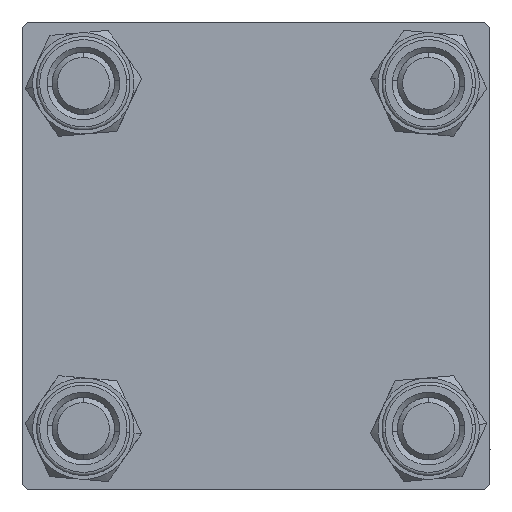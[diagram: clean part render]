
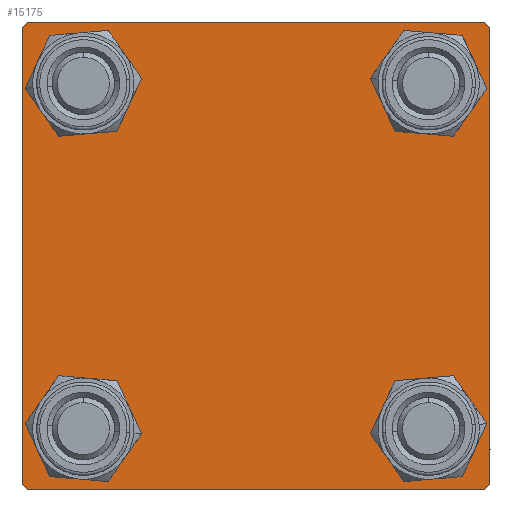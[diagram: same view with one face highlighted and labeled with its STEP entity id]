
A CAD part, left-side view. The second image highlights one B-rep face of the part: STEP entity #15175.
In plain terms, the highlighted planar face has unit normal (-1, 0, 0).
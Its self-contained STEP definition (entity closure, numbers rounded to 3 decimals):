
#111 = EDGE_CURVE ( 'NONE', #16282, #22349, #33120, .T. ) ;
#296 = CARTESIAN_POINT ( 'NONE',  ( 0., 22.5, 22.5 ) ) ;
#536 = ORIENTED_EDGE ( 'NONE', *, *, #13663, .T. ) ;
#835 = LINE ( 'NONE', #5422, #28619 ) ;
#1177 = LINE ( 'NONE', #48679, #50730 ) ;
#1898 = CARTESIAN_POINT ( 'NONE',  ( 0., 16.6, -20.1 ) ) ;
#2840 = VERTEX_POINT ( 'NONE', #1898 ) ;
#4755 = VERTEX_POINT ( 'NONE', #29909 ) ;
#4798 = FACE_BOUND ( 'NONE', #34257, .T. ) ;
#4994 = CARTESIAN_POINT ( 'NONE',  ( 0., 22.5, -22.5 ) ) ;
#5418 = EDGE_CURVE ( 'NONE', #27696, #2840, #48446, .T. ) ;
#5422 = CARTESIAN_POINT ( 'NONE',  ( 0., -22.25, -22.25 ) ) ;
#5523 = AXIS2_PLACEMENT_3D ( 'NONE', #14086, #10613, #23578 ) ;
#5569 = VECTOR ( 'NONE', #34645, 1000. ) ;
#5922 = ORIENTED_EDGE ( 'NONE', *, *, #25213, .T. ) ;
#6078 = EDGE_LOOP ( 'NONE', ( #22424, #19259 ) ) ;
#6143 = EDGE_CURVE ( 'NONE', #22349, #16282, #47549, .T. ) ;
#6354 = DIRECTION ( 'NONE',  ( 1., 0., 0. ) ) ;
#6445 = AXIS2_PLACEMENT_3D ( 'NONE', #42998, #42128, #55962 ) ;
#6495 = VERTEX_POINT ( 'NONE', #24223 ) ;
#7056 = AXIS2_PLACEMENT_3D ( 'NONE', #17585, #26785, #52710 ) ;
#7076 = DIRECTION ( 'NONE',  ( 0., 0., -1. ) ) ;
#8162 = AXIS2_PLACEMENT_3D ( 'NONE', #29537, #41645, #50844 ) ;
#9021 = ORIENTED_EDGE ( 'NONE', *, *, #21577, .T. ) ;
#9193 = VERTEX_POINT ( 'NONE', #30855 ) ;
#9340 = CIRCLE ( 'NONE', #48883, 3.5 ) ;
#9776 = LINE ( 'NONE', #43315, #20071 ) ;
#9813 = CARTESIAN_POINT ( 'NONE',  ( 0., 16.6, -16.6 ) ) ;
#10037 = CIRCLE ( 'NONE', #34878, 3.5 ) ;
#10613 = DIRECTION ( 'NONE',  ( 1., 0., 0. ) ) ;
#11070 = EDGE_CURVE ( 'NONE', #21204, #56028, #9776, .T. ) ;
#11303 = DIRECTION ( 'NONE',  ( 0., 0., 1. ) ) ;
#11583 = DIRECTION ( 'NONE',  ( 1., 0., 0. ) ) ;
#11712 = ORIENTED_EDGE ( 'NONE', *, *, #55522, .F. ) ;
#12640 = CARTESIAN_POINT ( 'NONE',  ( 0., 22., -22.5 ) ) ;
#12972 = VECTOR ( 'NONE', #30238, 1000. ) ;
#13663 = EDGE_CURVE ( 'NONE', #9193, #51869, #10037, .T. ) ;
#13899 = CARTESIAN_POINT ( 'NONE',  ( 0., 22.5, -22. ) ) ;
#13993 = FACE_BOUND ( 'NONE', #47212, .T. ) ;
#14086 = CARTESIAN_POINT ( 'NONE',  ( 0., 16.6, 16.6 ) ) ;
#15175 = ADVANCED_FACE ( 'NONE', ( #13993, #52596, #4798, #39345, #35881 ), #33975, .T. ) ;
#15671 = DIRECTION ( 'NONE',  ( 1., 0., 0. ) ) ;
#15837 = LINE ( 'NONE', #38865, #19612 ) ;
#16215 = EDGE_CURVE ( 'NONE', #41148, #6495, #22094, .T. ) ;
#16228 = CARTESIAN_POINT ( 'NONE',  ( 0., 22.25, 22.25 ) ) ;
#16282 = VERTEX_POINT ( 'NONE', #25695 ) ;
#16613 = CARTESIAN_POINT ( 'NONE',  ( 0., 16.6, -13.1 ) ) ;
#16633 = ORIENTED_EDGE ( 'NONE', *, *, #5418, .T. ) ;
#17585 = CARTESIAN_POINT ( 'NONE',  ( 0., 16.6, -16.6 ) ) ;
#17748 = DIRECTION ( 'NONE',  ( -1., 0., 0. ) ) ;
#17958 = ORIENTED_EDGE ( 'NONE', *, *, #27131, .T. ) ;
#18426 = AXIS2_PLACEMENT_3D ( 'NONE', #20807, #11583, #11303 ) ;
#18720 = DIRECTION ( 'NONE',  ( 0., -0.707, -0.707 ) ) ;
#19103 = CARTESIAN_POINT ( 'NONE',  ( 0., -16.6, -13.1 ) ) ;
#19230 = DIRECTION ( 'NONE',  ( 0., -0.707, 0.707 ) ) ;
#19259 = ORIENTED_EDGE ( 'NONE', *, *, #48337, .T. ) ;
#19612 = VECTOR ( 'NONE', #56442, 1000. ) ;
#20071 = VECTOR ( 'NONE', #21695, 1000. ) ;
#20684 = EDGE_CURVE ( 'NONE', #27298, #37203, #36086, .T. ) ;
#20807 = CARTESIAN_POINT ( 'NONE',  ( 0., -16.6, -16.6 ) ) ;
#20849 = DIRECTION ( 'NONE',  ( 0., 0., 1. ) ) ;
#21121 = EDGE_CURVE ( 'NONE', #51869, #9193, #42449, .T. ) ;
#21204 = VERTEX_POINT ( 'NONE', #54675 ) ;
#21577 = EDGE_CURVE ( 'NONE', #24928, #4755, #52492, .T. ) ;
#21695 = DIRECTION ( 'NONE',  ( 0., 0.707, 0.707 ) ) ;
#22068 = DIRECTION ( 'NONE',  ( 0., 0., 1. ) ) ;
#22094 = CIRCLE ( 'NONE', #18426, 3.5 ) ;
#22349 = VERTEX_POINT ( 'NONE', #44221 ) ;
#22424 = ORIENTED_EDGE ( 'NONE', *, *, #16215, .T. ) ;
#22662 = DIRECTION ( 'NONE',  ( 0., 0., 1. ) ) ;
#23578 = DIRECTION ( 'NONE',  ( 0., 0., 1. ) ) ;
#23919 = DIRECTION ( 'NONE',  ( 0., 0., 1. ) ) ;
#24223 = CARTESIAN_POINT ( 'NONE',  ( 0., -16.6, -20.1 ) ) ;
#24271 = ORIENTED_EDGE ( 'NONE', *, *, #20684, .T. ) ;
#24285 = CARTESIAN_POINT ( 'NONE',  ( 0., -22., 22.5 ) ) ;
#24928 = VERTEX_POINT ( 'NONE', #37423 ) ;
#25213 = EDGE_CURVE ( 'NONE', #37203, #46477, #835, .T. ) ;
#25695 = CARTESIAN_POINT ( 'NONE',  ( 0., -16.6, 20.1 ) ) ;
#25831 = EDGE_CURVE ( 'NONE', #2840, #27696, #9340, .T. ) ;
#26785 = DIRECTION ( 'NONE',  ( 1., 0., 0. ) ) ;
#27131 = EDGE_CURVE ( 'NONE', #28669, #27298, #1177, .T. ) ;
#27298 = VERTEX_POINT ( 'NONE', #12640 ) ;
#27546 = CARTESIAN_POINT ( 'NONE',  ( 0., 16.6, 20.1 ) ) ;
#27696 = VERTEX_POINT ( 'NONE', #16613 ) ;
#28457 = ORIENTED_EDGE ( 'NONE', *, *, #6143, .T. ) ;
#28619 = VECTOR ( 'NONE', #19230, 1000. ) ;
#28669 = VERTEX_POINT ( 'NONE', #13899 ) ;
#29166 = ORIENTED_EDGE ( 'NONE', *, *, #30678, .F. ) ;
#29537 = CARTESIAN_POINT ( 'NONE',  ( 0., -16.6, -16.6 ) ) ;
#29909 = CARTESIAN_POINT ( 'NONE',  ( 0., 22.5, 22. ) ) ;
#30238 = DIRECTION ( 'NONE',  ( 0., -1., 0. ) ) ;
#30678 = EDGE_CURVE ( 'NONE', #21204, #46477, #15837, .T. ) ;
#30855 = CARTESIAN_POINT ( 'NONE',  ( 0., 16.6, 13.1 ) ) ;
#31138 = CIRCLE ( 'NONE', #8162, 3.5 ) ;
#33120 = CIRCLE ( 'NONE', #6445, 3.5 ) ;
#33154 = CARTESIAN_POINT ( 'NONE',  ( 0., -22., -22.5 ) ) ;
#33975 = PLANE ( 'NONE',  #36762 ) ;
#34257 = EDGE_LOOP ( 'NONE', ( #16633, #48030 ) ) ;
#34645 = DIRECTION ( 'NONE',  ( 0., 0.707, -0.707 ) ) ;
#34878 = AXIS2_PLACEMENT_3D ( 'NONE', #51081, #15671, #20849 ) ;
#35625 = CARTESIAN_POINT ( 'NONE',  ( 0., -16.6, 16.6 ) ) ;
#35881 = FACE_OUTER_BOUND ( 'NONE', #36740, .T. ) ;
#36086 = LINE ( 'NONE', #4994, #52422 ) ;
#36740 = EDGE_LOOP ( 'NONE', ( #41011, #17958, #24271, #5922, #29166, #46530, #11712, #9021 ) ) ;
#36762 = AXIS2_PLACEMENT_3D ( 'NONE', #38285, #17748, #22068 ) ;
#37203 = VERTEX_POINT ( 'NONE', #33154 ) ;
#37423 = CARTESIAN_POINT ( 'NONE',  ( 0., 22., 22.5 ) ) ;
#38285 = CARTESIAN_POINT ( 'NONE',  ( 0., 0., 0. ) ) ;
#38865 = CARTESIAN_POINT ( 'NONE',  ( 0., -22.5, 22.5 ) ) ;
#39345 = FACE_BOUND ( 'NONE', #49815, .T. ) ;
#40409 = DIRECTION ( 'NONE',  ( 0., -1., 0. ) ) ;
#41011 = ORIENTED_EDGE ( 'NONE', *, *, #51047, .T. ) ;
#41148 = VERTEX_POINT ( 'NONE', #19103 ) ;
#41645 = DIRECTION ( 'NONE',  ( 1., 0., 0. ) ) ;
#42128 = DIRECTION ( 'NONE',  ( 1., 0., 0. ) ) ;
#42449 = CIRCLE ( 'NONE', #5523, 3.5 ) ;
#42998 = CARTESIAN_POINT ( 'NONE',  ( 0., -16.6, 16.6 ) ) ;
#43297 = CARTESIAN_POINT ( 'NONE',  ( 0., -22.5, -22. ) ) ;
#43315 = CARTESIAN_POINT ( 'NONE',  ( 0., -22.25, 22.25 ) ) ;
#43637 = ORIENTED_EDGE ( 'NONE', *, *, #21121, .T. ) ;
#44221 = CARTESIAN_POINT ( 'NONE',  ( 0., -16.6, 13.1 ) ) ;
#46477 = VERTEX_POINT ( 'NONE', #43297 ) ;
#46530 = ORIENTED_EDGE ( 'NONE', *, *, #11070, .T. ) ;
#47212 = EDGE_LOOP ( 'NONE', ( #54934, #28457 ) ) ;
#47400 = LINE ( 'NONE', #56334, #53285 ) ;
#47549 = CIRCLE ( 'NONE', #49381, 3.5 ) ;
#48030 = ORIENTED_EDGE ( 'NONE', *, *, #25831, .T. ) ;
#48337 = EDGE_CURVE ( 'NONE', #6495, #41148, #31138, .T. ) ;
#48446 = CIRCLE ( 'NONE', #7056, 3.5 ) ;
#48679 = CARTESIAN_POINT ( 'NONE',  ( 0., 22.25, -22.25 ) ) ;
#48883 = AXIS2_PLACEMENT_3D ( 'NONE', #9813, #6354, #23919 ) ;
#49381 = AXIS2_PLACEMENT_3D ( 'NONE', #35625, #53183, #22662 ) ;
#49815 = EDGE_LOOP ( 'NONE', ( #43637, #536 ) ) ;
#50730 = VECTOR ( 'NONE', #18720, 1000. ) ;
#50844 = DIRECTION ( 'NONE',  ( 0., 0., 1. ) ) ;
#51047 = EDGE_CURVE ( 'NONE', #4755, #28669, #47400, .T. ) ;
#51081 = CARTESIAN_POINT ( 'NONE',  ( 0., 16.6, 16.6 ) ) ;
#51556 = LINE ( 'NONE', #296, #12972 ) ;
#51869 = VERTEX_POINT ( 'NONE', #27546 ) ;
#52422 = VECTOR ( 'NONE', #40409, 1000. ) ;
#52492 = LINE ( 'NONE', #16228, #5569 ) ;
#52596 = FACE_BOUND ( 'NONE', #6078, .T. ) ;
#52710 = DIRECTION ( 'NONE',  ( 0., 0., 1. ) ) ;
#53183 = DIRECTION ( 'NONE',  ( 1., 0., 0. ) ) ;
#53285 = VECTOR ( 'NONE', #7076, 1000. ) ;
#54675 = CARTESIAN_POINT ( 'NONE',  ( 0., -22.5, 22. ) ) ;
#54934 = ORIENTED_EDGE ( 'NONE', *, *, #111, .T. ) ;
#55522 = EDGE_CURVE ( 'NONE', #24928, #56028, #51556, .T. ) ;
#55962 = DIRECTION ( 'NONE',  ( 0., 0., 1. ) ) ;
#56028 = VERTEX_POINT ( 'NONE', #24285 ) ;
#56334 = CARTESIAN_POINT ( 'NONE',  ( 0., 22.5, 22.5 ) ) ;
#56442 = DIRECTION ( 'NONE',  ( 0., 0., -1. ) ) ;
